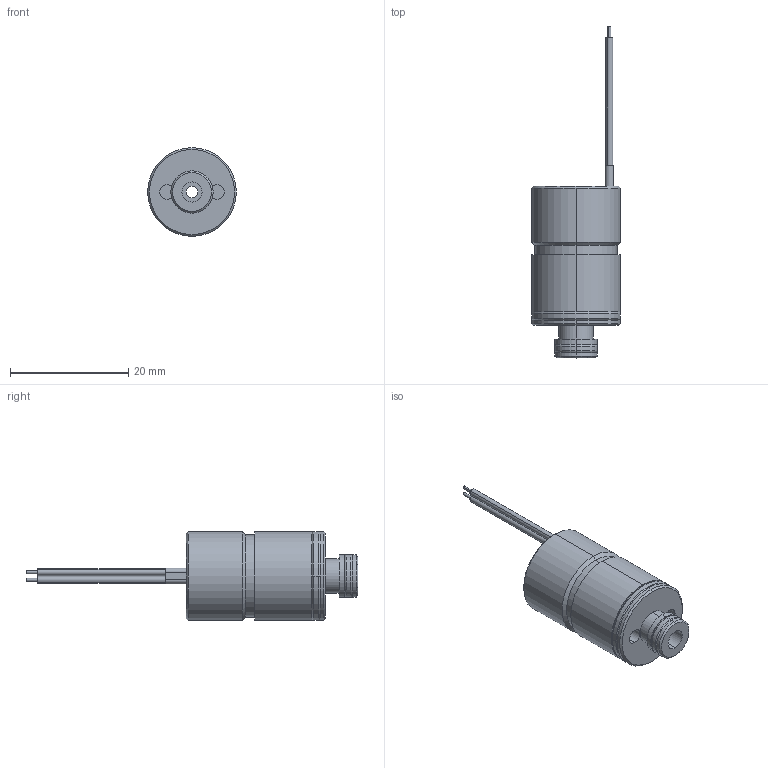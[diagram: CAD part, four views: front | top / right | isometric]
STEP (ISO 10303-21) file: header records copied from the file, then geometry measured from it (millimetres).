
FILE_DESCRIPTION (( 'STEP AP214' ), '1' );
FILE_NAME ('VA 304-5.STEP', '2016-02-01T10:59:35', ( '' ), ( '' ), 'SwSTEP 2.0', 'SolidWorks 2012', '' );
FILE_SCHEMA (( 'AUTOMOTIVE_DESIGN' ));
Length unit declared in the file: millimetre
Products named in the file (1): VA 304-5
Bounding box: 15 x 56.18 x 15 mm (x, y, z)
Volume: 4177.3 mm3; surface area: 2153.1 mm2
Topology: 1 solids, 1 shells, 104 faces, 233 edges, 148 vertices
Faces by surface type: cylinder 59, plane 22, cone 12, torus 8, bspline 3
Entity records: 5170 total; most frequent: CARTESIAN_POINT 1774, DIRECTION 499, ORIENTED_EDGE 466, EDGE_CURVE 233, AXIS2_PLACEMENT_3D 209, VERTEX_POINT 148, EDGE_LOOP 123, CIRCLE 107
